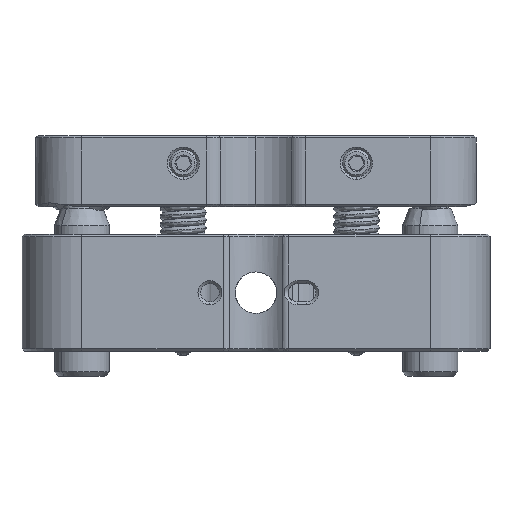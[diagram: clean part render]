
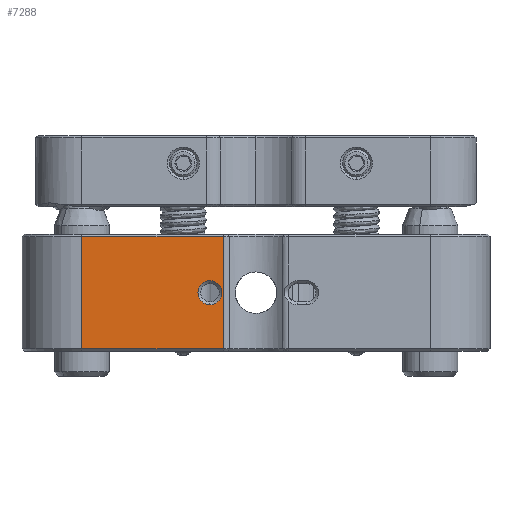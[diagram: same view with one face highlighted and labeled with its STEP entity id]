
A CAD part, front view. The second image highlights one B-rep face of the part: STEP entity #7288.
In plain terms, the highlighted planar face has unit normal (0, -1, 0).
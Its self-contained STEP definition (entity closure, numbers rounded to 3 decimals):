
#1122 = VECTOR ( 'NONE', #29772, 1000. ) ;
#1960 = CARTESIAN_POINT ( 'NONE',  ( -18.9, -25.4, 6.35 ) ) ;
#2826 = DIRECTION ( 'NONE',  ( 0., 0., 1. ) ) ;
#3748 = LINE ( 'NONE', #1960, #29602 ) ;
#5764 = LINE ( 'NONE', #24031, #15353 ) ;
#6601 = AXIS2_PLACEMENT_3D ( 'NONE', #11545, #17791, #37764 ) ;
#7288 = ADVANCED_FACE ( 'NONE', ( #38715, #9698 ), #28431, .F. ) ;
#7538 = CARTESIAN_POINT ( 'NONE',  ( -3.571, -25.4, -6.1 ) ) ;
#7762 = ORIENTED_EDGE ( 'NONE', *, *, #9124, .T. ) ;
#8364 = EDGE_LOOP ( 'NONE', ( #40371, #36653, #15735, #39584 ) ) ;
#8456 = EDGE_CURVE ( 'NONE', #30699, #33982, #35958, .T. ) ;
#9012 = CARTESIAN_POINT ( 'NONE',  ( -25.4, -25.4, 6.35 ) ) ;
#9124 = EDGE_CURVE ( 'NONE', #33982, #30699, #32763, .T. ) ;
#9567 = CARTESIAN_POINT ( 'NONE',  ( -5., -25.4, -1.3 ) ) ;
#9698 = FACE_OUTER_BOUND ( 'NONE', #8364, .T. ) ;
#11545 = CARTESIAN_POINT ( 'NONE',  ( -5., -25.4, 0. ) ) ;
#12384 = DIRECTION ( 'NONE',  ( 1., 0., 0. ) ) ;
#13479 = LINE ( 'NONE', #21757, #19623 ) ;
#15353 = VECTOR ( 'NONE', #18663, 1000. ) ;
#15735 = ORIENTED_EDGE ( 'NONE', *, *, #41323, .T. ) ;
#16666 = EDGE_CURVE ( 'NONE', #40113, #27658, #5764, .T. ) ;
#16809 = CARTESIAN_POINT ( 'NONE',  ( -18.9, -25.4, 6.1 ) ) ;
#17791 = DIRECTION ( 'NONE',  ( 0., 1., 0. ) ) ;
#17948 = ORIENTED_EDGE ( 'NONE', *, *, #8456, .T. ) ;
#18663 = DIRECTION ( 'NONE',  ( 0., 0., 1. ) ) ;
#19623 = VECTOR ( 'NONE', #12384, 1000. ) ;
#21449 = AXIS2_PLACEMENT_3D ( 'NONE', #9012, #28572, #31593 ) ;
#21757 = CARTESIAN_POINT ( 'NONE',  ( -25.4, -25.4, -6.1 ) ) ;
#22226 = DIRECTION ( 'NONE',  ( 0., 1., 0. ) ) ;
#24031 = CARTESIAN_POINT ( 'NONE',  ( -3.571, -25.4, 6.35 ) ) ;
#24163 = CARTESIAN_POINT ( 'NONE',  ( -18.9, -25.4, -6.1 ) ) ;
#25032 = EDGE_LOOP ( 'NONE', ( #17948, #7762 ) ) ;
#25501 = VERTEX_POINT ( 'NONE', #24163 ) ;
#27658 = VERTEX_POINT ( 'NONE', #34245 ) ;
#28030 = AXIS2_PLACEMENT_3D ( 'NONE', #41743, #22226, #2826 ) ;
#28307 = CARTESIAN_POINT ( 'NONE',  ( -5., -25.4, 1.3 ) ) ;
#28431 = PLANE ( 'NONE',  #21449 ) ;
#28572 = DIRECTION ( 'NONE',  ( 0., 1., 0. ) ) ;
#29602 = VECTOR ( 'NONE', #37735, 1000. ) ;
#29772 = DIRECTION ( 'NONE',  ( -1., 0., 0. ) ) ;
#30699 = VERTEX_POINT ( 'NONE', #9567 ) ;
#31593 = DIRECTION ( 'NONE',  ( 0., 0., 1. ) ) ;
#32763 = CIRCLE ( 'NONE', #28030, 1.3 ) ;
#33982 = VERTEX_POINT ( 'NONE', #28307 ) ;
#34245 = CARTESIAN_POINT ( 'NONE',  ( -3.571, -25.4, 6.1 ) ) ;
#34739 = CARTESIAN_POINT ( 'NONE',  ( -18.9, -25.4, 6.1 ) ) ;
#35958 = CIRCLE ( 'NONE', #6601, 1.3 ) ;
#36171 = LINE ( 'NONE', #16809, #1122 ) ;
#36292 = EDGE_CURVE ( 'NONE', #27658, #41474, #36171, .T. ) ;
#36653 = ORIENTED_EDGE ( 'NONE', *, *, #36292, .T. ) ;
#37735 = DIRECTION ( 'NONE',  ( 0., 0., -1. ) ) ;
#37764 = DIRECTION ( 'NONE',  ( 0., 0., 1. ) ) ;
#38715 = FACE_BOUND ( 'NONE', #25032, .T. ) ;
#38718 = EDGE_CURVE ( 'NONE', #25501, #40113, #13479, .T. ) ;
#39584 = ORIENTED_EDGE ( 'NONE', *, *, #38718, .T. ) ;
#40113 = VERTEX_POINT ( 'NONE', #7538 ) ;
#40371 = ORIENTED_EDGE ( 'NONE', *, *, #16666, .T. ) ;
#41323 = EDGE_CURVE ( 'NONE', #41474, #25501, #3748, .T. ) ;
#41474 = VERTEX_POINT ( 'NONE', #34739 ) ;
#41743 = CARTESIAN_POINT ( 'NONE',  ( -5., -25.4, 0. ) ) ;
